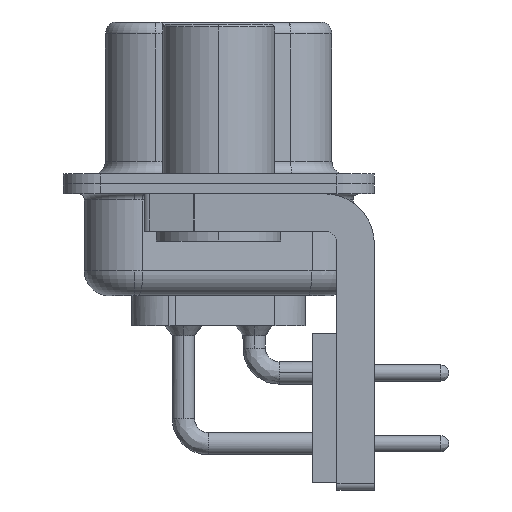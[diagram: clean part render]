
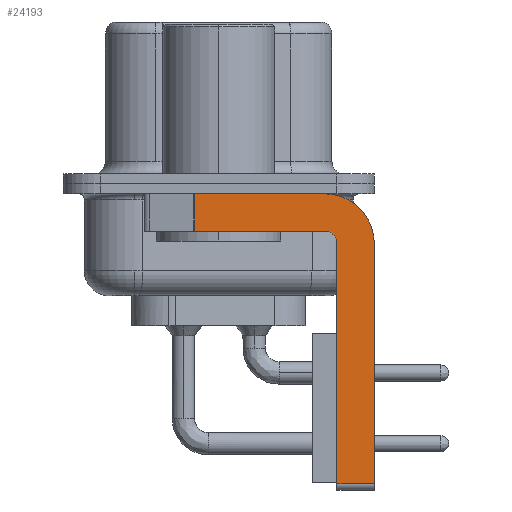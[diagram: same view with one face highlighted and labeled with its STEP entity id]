
A CAD part, left-side view. The second image highlights one B-rep face of the part: STEP entity #24193.
In plain terms, the highlighted planar face has unit normal (-1, 0, 0).
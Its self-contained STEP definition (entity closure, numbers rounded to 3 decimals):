
#818 = CARTESIAN_POINT ( 'NONE',  ( -2.9, -6.25, -2.4 ) ) ;
#994 = EDGE_CURVE ( 'NONE', #18426, #4539, #13118, .T. ) ;
#1109 = CARTESIAN_POINT ( 'NONE',  ( -2.9, 0.978, -1.9 ) ) ;
#2016 = LINE ( 'NONE', #18213, #8293 ) ;
#2732 = DIRECTION ( 'NONE',  ( 0., 0., -1. ) ) ;
#2983 = VERTEX_POINT ( 'NONE', #7658 ) ;
#3105 = CARTESIAN_POINT ( 'NONE',  ( -2.9, -4.25, -1.9 ) ) ;
#3584 = EDGE_LOOP ( 'NONE', ( #28848, #28745, #11162, #10738, #23835, #18533, #6889, #19898 ) ) ;
#4261 = EDGE_CURVE ( 'NONE', #11856, #22191, #28955, .T. ) ;
#4539 = VERTEX_POINT ( 'NONE', #21233 ) ;
#4956 = CARTESIAN_POINT ( 'NONE',  ( -2.9, -4.25, -2.4 ) ) ;
#5810 = CARTESIAN_POINT ( 'NONE',  ( -2.9, -6.25, -2.4 ) ) ;
#5981 = CARTESIAN_POINT ( 'NONE',  ( -2.9, -4.25, -2.4 ) ) ;
#6024 = DIRECTION ( 'NONE',  ( 0., -1., 0. ) ) ;
#6507 = CARTESIAN_POINT ( 'NONE',  ( -2.9, -4.25, -12.05 ) ) ;
#6889 = ORIENTED_EDGE ( 'NONE', *, *, #16722, .F. ) ;
#7308 = DIRECTION ( 'NONE',  ( 0., 0., 1. ) ) ;
#7330 = FACE_OUTER_BOUND ( 'NONE', #3584, .T. ) ;
#7658 = CARTESIAN_POINT ( 'NONE',  ( -2.9, -4.75, -2.4 ) ) ;
#8177 = EDGE_CURVE ( 'NONE', #11856, #20184, #25374, .T. ) ;
#8293 = VECTOR ( 'NONE', #7308, 1000. ) ;
#8684 = DIRECTION ( 'NONE',  ( 0., 0., 1. ) ) ;
#10060 = VECTOR ( 'NONE', #22194, 1000. ) ;
#10738 = ORIENTED_EDGE ( 'NONE', *, *, #27885, .F. ) ;
#11162 = ORIENTED_EDGE ( 'NONE', *, *, #29006, .F. ) ;
#11399 = CARTESIAN_POINT ( 'NONE',  ( -2.9, 3., -0.4 ) ) ;
#11837 = AXIS2_PLACEMENT_3D ( 'NONE', #4956, #19035, #2732 ) ;
#11856 = VERTEX_POINT ( 'NONE', #33221 ) ;
#12027 = DIRECTION ( 'NONE',  ( 0., -1., 0. ) ) ;
#12340 = LINE ( 'NONE', #818, #17996 ) ;
#12581 = CIRCLE ( 'NONE', #27422, 0.5 ) ;
#13118 = LINE ( 'NONE', #6507, #34212 ) ;
#15634 = CARTESIAN_POINT ( 'NONE',  ( -2.9, -4.25, -2.4 ) ) ;
#16219 = PLANE ( 'NONE',  #11837 ) ;
#16590 = AXIS2_PLACEMENT_3D ( 'NONE', #15634, #34871, #18438 ) ;
#16722 = EDGE_CURVE ( 'NONE', #33683, #4539, #12340, .T. ) ;
#17343 = LINE ( 'NONE', #3105, #10060 ) ;
#17651 = CARTESIAN_POINT ( 'NONE',  ( -2.9, -4.25, -1.9 ) ) ;
#17996 = VECTOR ( 'NONE', #28078, 1000. ) ;
#18213 = CARTESIAN_POINT ( 'NONE',  ( -2.9, -4.75, -12.3 ) ) ;
#18426 = VERTEX_POINT ( 'NONE', #24389 ) ;
#18438 = DIRECTION ( 'NONE',  ( 0., 0., -1. ) ) ;
#18533 = ORIENTED_EDGE ( 'NONE', *, *, #994, .T. ) ;
#19035 = DIRECTION ( 'NONE',  ( 1., 0., 0. ) ) ;
#19898 = ORIENTED_EDGE ( 'NONE', *, *, #20444, .F. ) ;
#20184 = VERTEX_POINT ( 'NONE', #1109 ) ;
#20251 = CARTESIAN_POINT ( 'NONE',  ( -2.9, -4.25, -0.4 ) ) ;
#20444 = EDGE_CURVE ( 'NONE', #22191, #33683, #28024, .T. ) ;
#21233 = CARTESIAN_POINT ( 'NONE',  ( -2.9, -6.25, -12.05 ) ) ;
#21679 = CARTESIAN_POINT ( 'NONE',  ( -2.9, 0.978, -1.9 ) ) ;
#21711 = VECTOR ( 'NONE', #12027, 1000. ) ;
#22191 = VERTEX_POINT ( 'NONE', #20251 ) ;
#22194 = DIRECTION ( 'NONE',  ( 0., 1., 0. ) ) ;
#23835 = ORIENTED_EDGE ( 'NONE', *, *, #31174, .F. ) ;
#24193 = ADVANCED_FACE ( 'NONE', ( #7330 ), #16219, .F. ) ;
#24204 = DIRECTION ( 'NONE',  ( 0., 0., -1. ) ) ;
#24389 = CARTESIAN_POINT ( 'NONE',  ( -2.9, -4.75, -12.05 ) ) ;
#25126 = DIRECTION ( 'NONE',  ( -1., 0., 0. ) ) ;
#25374 = LINE ( 'NONE', #21679, #32577 ) ;
#25833 = VERTEX_POINT ( 'NONE', #17651 ) ;
#27422 = AXIS2_PLACEMENT_3D ( 'NONE', #5981, #25126, #8684 ) ;
#27885 = EDGE_CURVE ( 'NONE', #2983, #25833, #12581, .T. ) ;
#28024 = CIRCLE ( 'NONE', #16590, 2. ) ;
#28078 = DIRECTION ( 'NONE',  ( 0., 0., -1. ) ) ;
#28745 = ORIENTED_EDGE ( 'NONE', *, *, #8177, .T. ) ;
#28848 = ORIENTED_EDGE ( 'NONE', *, *, #4261, .F. ) ;
#28955 = LINE ( 'NONE', #11399, #21711 ) ;
#29006 = EDGE_CURVE ( 'NONE', #25833, #20184, #17343, .T. ) ;
#31174 = EDGE_CURVE ( 'NONE', #18426, #2983, #2016, .T. ) ;
#32577 = VECTOR ( 'NONE', #24204, 1000. ) ;
#33221 = CARTESIAN_POINT ( 'NONE',  ( -2.9, 0.978, -0.4 ) ) ;
#33683 = VERTEX_POINT ( 'NONE', #5810 ) ;
#34212 = VECTOR ( 'NONE', #6024, 1000. ) ;
#34871 = DIRECTION ( 'NONE',  ( 1., 0., 0. ) ) ;
